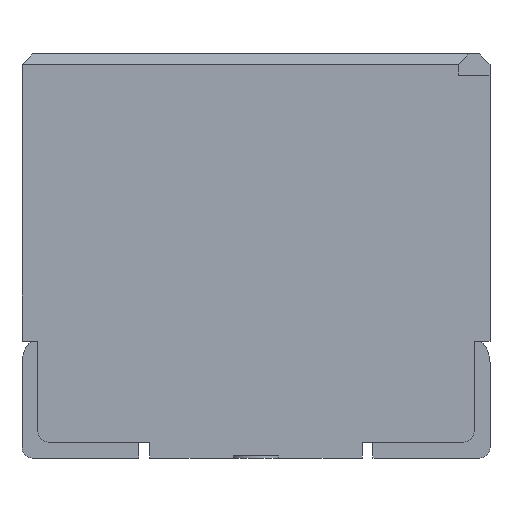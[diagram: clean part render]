
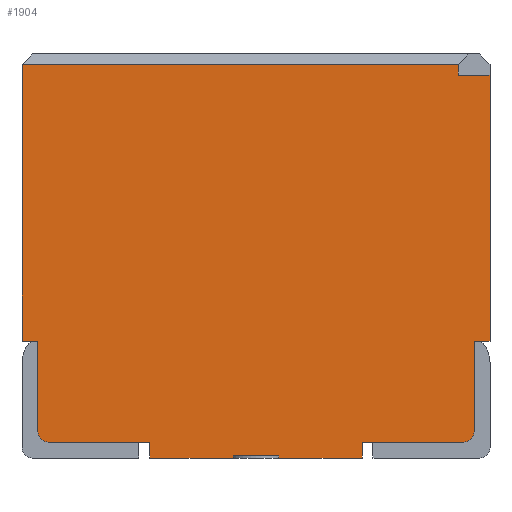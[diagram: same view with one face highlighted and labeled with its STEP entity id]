
A CAD part, front view. The second image highlights one B-rep face of the part: STEP entity #1904.
In plain terms, the highlighted planar face has unit normal (0, -1, 0).
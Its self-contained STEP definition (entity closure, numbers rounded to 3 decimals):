
#86=CIRCLE('',#2067,0.05);
#87=CIRCLE('',#2070,0.05);
#219=ORIENTED_EDGE('',*,*,#749,.T.);
#220=ORIENTED_EDGE('',*,*,#779,.F.);
#221=ORIENTED_EDGE('',*,*,#780,.F.);
#222=ORIENTED_EDGE('',*,*,#781,.T.);
#223=ORIENTED_EDGE('',*,*,#753,.T.);
#224=ORIENTED_EDGE('',*,*,#782,.T.);
#225=ORIENTED_EDGE('',*,*,#766,.T.);
#226=ORIENTED_EDGE('',*,*,#774,.T.);
#227=ORIENTED_EDGE('',*,*,#783,.T.);
#228=ORIENTED_EDGE('',*,*,#784,.T.);
#229=ORIENTED_EDGE('',*,*,#785,.F.);
#230=ORIENTED_EDGE('',*,*,#786,.T.);
#231=ORIENTED_EDGE('',*,*,#787,.T.);
#232=ORIENTED_EDGE('',*,*,#788,.T.);
#233=ORIENTED_EDGE('',*,*,#789,.T.);
#234=ORIENTED_EDGE('',*,*,#790,.F.);
#235=ORIENTED_EDGE('',*,*,#791,.F.);
#236=ORIENTED_EDGE('',*,*,#792,.F.);
#237=ORIENTED_EDGE('',*,*,#778,.F.);
#238=ORIENTED_EDGE('',*,*,#793,.F.);
#749=EDGE_CURVE('',#1033,#1032,#1218,.T.);
#753=EDGE_CURVE('',#1036,#1035,#1222,.T.);
#766=EDGE_CURVE('',#1044,#1046,#1231,.T.);
#774=EDGE_CURVE('',#1046,#1051,#86,.T.);
#778=EDGE_CURVE('',#1055,#1053,#1240,.T.);
#779=EDGE_CURVE('',#1056,#1032,#1241,.T.);
#780=EDGE_CURVE('',#1057,#1056,#1242,.T.);
#781=EDGE_CURVE('',#1057,#1036,#1243,.T.);
#782=EDGE_CURVE('',#1035,#1044,#1244,.T.);
#783=EDGE_CURVE('',#1051,#1058,#1245,.T.);
#784=EDGE_CURVE('',#1058,#1059,#1246,.T.);
#785=EDGE_CURVE('',#1060,#1059,#1247,.T.);
#786=EDGE_CURVE('',#1060,#1061,#1248,.T.);
#787=EDGE_CURVE('',#1061,#1062,#1249,.T.);
#788=EDGE_CURVE('',#1062,#1063,#1250,.T.);
#789=EDGE_CURVE('',#1063,#1064,#1251,.T.);
#790=EDGE_CURVE('',#1065,#1064,#1252,.T.);
#791=EDGE_CURVE('',#1066,#1065,#1253,.T.);
#792=EDGE_CURVE('',#1053,#1066,#87,.T.);
#793=EDGE_CURVE('',#1033,#1055,#1254,.T.);
#1032=VERTEX_POINT('',#2880);
#1033=VERTEX_POINT('',#2882);
#1035=VERTEX_POINT('',#2888);
#1036=VERTEX_POINT('',#2890);
#1044=VERTEX_POINT('',#2910);
#1046=VERTEX_POINT('',#2914);
#1051=VERTEX_POINT('',#2929);
#1053=VERTEX_POINT('',#2934);
#1055=VERTEX_POINT('',#2938);
#1056=VERTEX_POINT('',#2942);
#1057=VERTEX_POINT('',#2944);
#1058=VERTEX_POINT('',#2948);
#1059=VERTEX_POINT('',#2950);
#1060=VERTEX_POINT('',#2952);
#1061=VERTEX_POINT('',#2954);
#1062=VERTEX_POINT('',#2956);
#1063=VERTEX_POINT('',#2958);
#1064=VERTEX_POINT('',#2960);
#1065=VERTEX_POINT('',#2962);
#1066=VERTEX_POINT('',#2964);
#1218=LINE('',#2881,#1419);
#1222=LINE('',#2889,#1423);
#1231=LINE('',#2915,#1432);
#1240=LINE('',#2939,#1441);
#1241=LINE('',#2941,#1442);
#1242=LINE('',#2943,#1443);
#1243=LINE('',#2945,#1444);
#1244=LINE('',#2946,#1445);
#1245=LINE('',#2947,#1446);
#1246=LINE('',#2949,#1447);
#1247=LINE('',#2951,#1448);
#1248=LINE('',#2953,#1449);
#1249=LINE('',#2955,#1450);
#1250=LINE('',#2957,#1451);
#1251=LINE('',#2959,#1452);
#1252=LINE('',#2961,#1453);
#1253=LINE('',#2963,#1454);
#1254=LINE('',#2966,#1455);
#1419=VECTOR('',#2275,1000.);
#1423=VECTOR('',#2281,1000.);
#1432=VECTOR('',#2302,1000.);
#1441=VECTOR('',#2323,1000.);
#1442=VECTOR('',#2326,1000.);
#1443=VECTOR('',#2327,1000.);
#1444=VECTOR('',#2328,1000.);
#1445=VECTOR('',#2329,1000.);
#1446=VECTOR('',#2330,1000.);
#1447=VECTOR('',#2331,1000.);
#1448=VECTOR('',#2332,1000.);
#1449=VECTOR('',#2333,1000.);
#1450=VECTOR('',#2334,1000.);
#1451=VECTOR('',#2335,1000.);
#1452=VECTOR('',#2336,1000.);
#1453=VECTOR('',#2337,1000.);
#1454=VECTOR('',#2338,1000.);
#1455=VECTOR('',#2341,1000.);
#1611=EDGE_LOOP('',(#219,#220,#221,#222,#223,#224,#225,#226,#227,#228,#229,
#230,#231,#232,#233,#234,#235,#236,#237,#238));
#1723=FACE_BOUND('',#1611,.T.);
#1832=PLANE('',#2069);
#1904=ADVANCED_FACE('',(#1723),#1832,.F.);
#2067=AXIS2_PLACEMENT_3D('',#2930,#2316,#2317);
#2069=AXIS2_PLACEMENT_3D('',#2940,#2324,#2325);
#2070=AXIS2_PLACEMENT_3D('',#2965,#2339,#2340);
#2275=DIRECTION('',(1.,0.,0.));
#2281=DIRECTION('',(1.,0.,0.));
#2302=DIRECTION('',(1.,0.,0.));
#2316=DIRECTION('',(0.,-1.,0.));
#2317=DIRECTION('',(-1.,0.,0.));
#2323=DIRECTION('',(-1.,0.,0.));
#2324=DIRECTION('',(0.,1.,0.));
#2325=DIRECTION('',(-1.,0.,0.));
#2326=DIRECTION('',(0.,0.,-1.));
#2327=DIRECTION('',(-1.,0.,0.));
#2328=DIRECTION('',(0.,0.,-1.));
#2329=DIRECTION('',(0.,0.,1.));
#2330=DIRECTION('',(0.,0.,1.));
#2331=DIRECTION('',(1.,0.,0.));
#2332=DIRECTION('',(0.,0.,-1.));
#2333=DIRECTION('',(-1.,0.,0.));
#2334=DIRECTION('',(0.,0.,1.));
#2335=DIRECTION('',(-1.,0.,0.));
#2336=DIRECTION('',(0.,0.,-1.));
#2337=DIRECTION('',(-1.,0.,0.));
#2338=DIRECTION('',(0.,0.,1.));
#2339=DIRECTION('',(0.,1.,0.));
#2340=DIRECTION('',(1.,0.,0.));
#2341=DIRECTION('',(0.,0.,1.));
#2880=CARTESIAN_POINT('',(-0.106,-1.,0.));
#2881=CARTESIAN_POINT('',(-1.1,-1.,0.));
#2882=CARTESIAN_POINT('',(-0.5,-1.,0.));
#2888=CARTESIAN_POINT('',(0.5,-1.,0.));
#2889=CARTESIAN_POINT('',(-1.1,-1.,0.));
#2890=CARTESIAN_POINT('',(0.106,-1.,0.));
#2910=CARTESIAN_POINT('',(0.5,-1.,0.075));
#2914=CARTESIAN_POINT('',(0.975,-1.,0.075));
#2915=CARTESIAN_POINT('',(0.5,-1.,0.075));
#2929=CARTESIAN_POINT('',(1.025,-1.,0.125));
#2930=CARTESIAN_POINT('',(0.975,-1.,0.125));
#2934=CARTESIAN_POINT('',(-0.975,-1.,0.075));
#2938=CARTESIAN_POINT('',(-0.5,-1.,0.075));
#2939=CARTESIAN_POINT('',(-0.5,-1.,0.075));
#2940=CARTESIAN_POINT('',(-1.1,-1.,1.9));
#2941=CARTESIAN_POINT('',(-0.106,-1.,0.01));
#2942=CARTESIAN_POINT('',(-0.106,-1.,0.01));
#2943=CARTESIAN_POINT('',(-0.106,-1.,0.01));
#2944=CARTESIAN_POINT('',(0.106,-1.,0.01));
#2945=CARTESIAN_POINT('',(0.106,-1.,0.01));
#2946=CARTESIAN_POINT('',(0.5,-1.,0.));
#2947=CARTESIAN_POINT('',(1.025,-1.,0.125));
#2948=CARTESIAN_POINT('',(1.025,-1.,0.55));
#2949=CARTESIAN_POINT('',(1.025,-1.,0.55));
#2950=CARTESIAN_POINT('',(1.1,-1.,0.55));
#2951=CARTESIAN_POINT('',(1.1,-1.,1.9));
#2952=CARTESIAN_POINT('',(1.1,-1.,1.8));
#2953=CARTESIAN_POINT('',(1.1,-1.,1.8));
#2954=CARTESIAN_POINT('',(0.95,-1.,1.8));
#2955=CARTESIAN_POINT('',(0.95,-1.,1.8));
#2956=CARTESIAN_POINT('',(0.95,-1.,1.85));
#2957=CARTESIAN_POINT('',(-1.1,-1.,1.85));
#2958=CARTESIAN_POINT('',(-1.1,-1.,1.85));
#2959=CARTESIAN_POINT('',(-1.1,-1.,1.9));
#2960=CARTESIAN_POINT('',(-1.1,-1.,0.55));
#2961=CARTESIAN_POINT('',(-1.025,-1.,0.55));
#2962=CARTESIAN_POINT('',(-1.025,-1.,0.55));
#2963=CARTESIAN_POINT('',(-1.025,-1.,0.125));
#2964=CARTESIAN_POINT('',(-1.025,-1.,0.125));
#2965=CARTESIAN_POINT('',(-0.975,-1.,0.125));
#2966=CARTESIAN_POINT('',(-0.5,-1.,0.));
